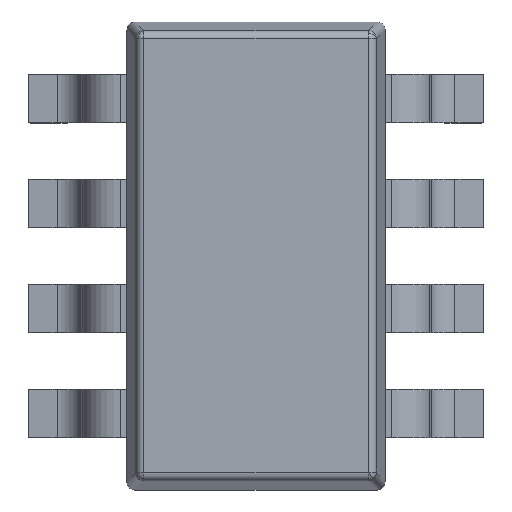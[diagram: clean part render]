
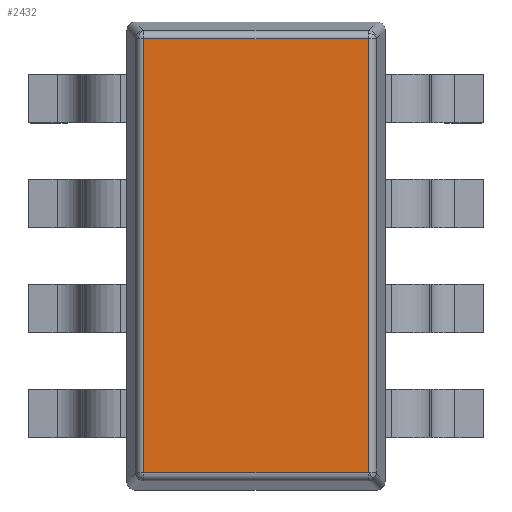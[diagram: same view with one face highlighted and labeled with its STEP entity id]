
A CAD part, top view. The second image highlights one B-rep face of the part: STEP entity #2432.
In plain terms, the highlighted face is planar.
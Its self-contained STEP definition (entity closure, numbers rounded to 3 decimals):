
#65 = LINE ( 'NONE', #2887, #3054 ) ;
#175 = ORIENTED_EDGE ( 'NONE', *, *, #446, .F. ) ;
#195 = VECTOR ( 'NONE', #1842, 1000. ) ;
#276 = DIRECTION ( 'NONE',  ( 1., 0., 0. ) ) ;
#304 = CARTESIAN_POINT ( 'NONE',  ( 1.345, 0.355, 2.886 ) ) ;
#432 = ORIENTED_EDGE ( 'NONE', *, *, #1838, .F. ) ;
#446 = EDGE_CURVE ( 'NONE', #2951, #2119, #1055, .T. ) ;
#554 = CARTESIAN_POINT ( 'NONE',  ( 0., 0.355, 0. ) ) ;
#599 = CARTESIAN_POINT ( 'NONE',  ( -5.23, 0.355, 0.695 ) ) ;
#722 = EDGE_CURVE ( 'NONE', #845, #2951, #65, .T. ) ;
#735 = VERTEX_POINT ( 'NONE', #1241 ) ;
#791 = DIRECTION ( 'NONE',  ( 0., 0., 1. ) ) ;
#796 = DIRECTION ( 'NONE',  ( 0., 0., 1. ) ) ;
#842 = DIRECTION ( 'NONE',  ( -1., 0., 0. ) ) ;
#845 = VERTEX_POINT ( 'NONE', #2139 ) ;
#1055 = LINE ( 'NONE', #304, #2709 ) ;
#1108 = EDGE_LOOP ( 'NONE', ( #2457, #432, #2040, #175 ) ) ;
#1241 = CARTESIAN_POINT ( 'NONE',  ( -1.345, 0.355, 0.695 ) ) ;
#1393 = CARTESIAN_POINT ( 'NONE',  ( 1.345, 0.355, 0.695 ) ) ;
#1681 = FACE_OUTER_BOUND ( 'NONE', #1108, .T. ) ;
#1838 = EDGE_CURVE ( 'NONE', #735, #845, #2023, .T. ) ;
#1842 = DIRECTION ( 'NONE',  ( 0., 0., -1. ) ) ;
#1887 = LINE ( 'NONE', #599, #2449 ) ;
#2023 = LINE ( 'NONE', #2539, #195 ) ;
#2040 = ORIENTED_EDGE ( 'NONE', *, *, #2572, .F. ) ;
#2119 = VERTEX_POINT ( 'NONE', #1393 ) ;
#2139 = CARTESIAN_POINT ( 'NONE',  ( -1.345, 0.355, -0.695 ) ) ;
#2225 = DIRECTION ( 'NONE',  ( 0., 1., 0. ) ) ;
#2432 = ADVANCED_FACE ( 'NONE', ( #1681 ), #2683, .T. ) ;
#2439 = AXIS2_PLACEMENT_3D ( 'NONE', #554, #2225, #791 ) ;
#2449 = VECTOR ( 'NONE', #842, 1000. ) ;
#2457 = ORIENTED_EDGE ( 'NONE', *, *, #722, .F. ) ;
#2539 = CARTESIAN_POINT ( 'NONE',  ( -1.345, 0.355, -2.886 ) ) ;
#2572 = EDGE_CURVE ( 'NONE', #2119, #735, #1887, .T. ) ;
#2632 = CARTESIAN_POINT ( 'NONE',  ( 1.345, 0.355, -0.695 ) ) ;
#2683 = PLANE ( 'NONE',  #2439 ) ;
#2709 = VECTOR ( 'NONE', #796, 1000. ) ;
#2887 = CARTESIAN_POINT ( 'NONE',  ( 5.23, 0.355, -0.695 ) ) ;
#2951 = VERTEX_POINT ( 'NONE', #2632 ) ;
#3054 = VECTOR ( 'NONE', #276, 1000. ) ;
